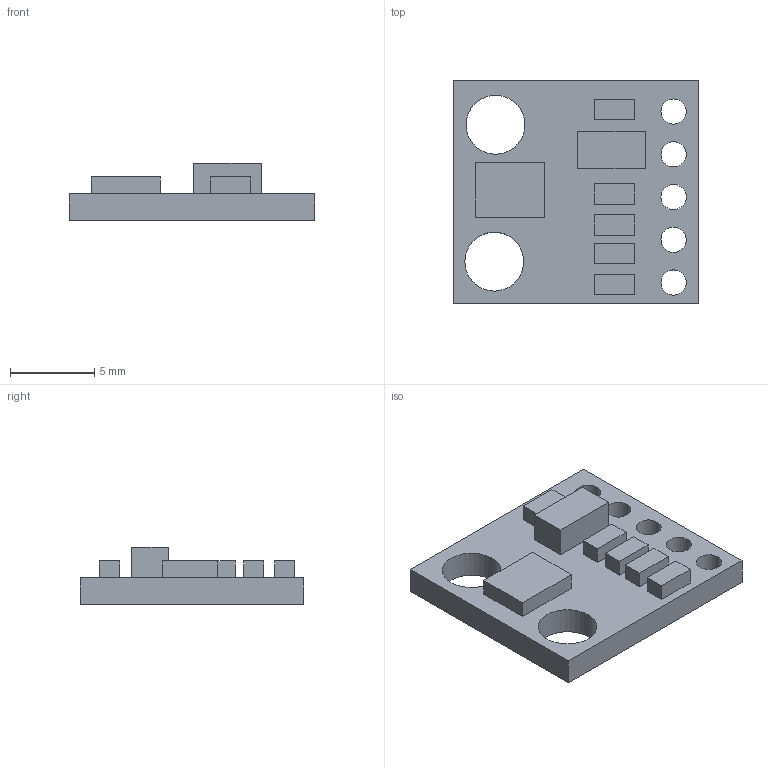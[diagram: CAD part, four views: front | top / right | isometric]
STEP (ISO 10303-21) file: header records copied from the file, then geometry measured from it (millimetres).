
FILE_DESCRIPTION(('CATIA V5 STEP Exchange'),'2;1');
FILE_NAME('bmp180.stp','2015-07-09T10:25:55+00:00',('none'),('none'),'CATIA Version 5 Release 18 GA (IN-10)','CATIA V5 STEP AP203','none');
FILE_SCHEMA(('CONFIG_CONTROL_DESIGN'));
Length unit declared in the file: millimetre
Products named in the file (1): bmp180
Bounding box: 14.6 x 13.3 x 3.4 mm (x, y, z)
Volume: 309.6 mm3; surface area: 567.6 mm2
Topology: 1 solids, 1 shells, 55 faces, 138 edges, 92 vertices
Faces by surface type: plane 41, cylinder 14
Entity records: 1602 total; most frequent: ORIENTED_EDGE 276, CARTESIAN_POINT 270, DIRECTION 216, EDGE_CURVE 138, VECTOR 110, LINE 110, VERTEX_POINT 92, EDGE_LOOP 76
